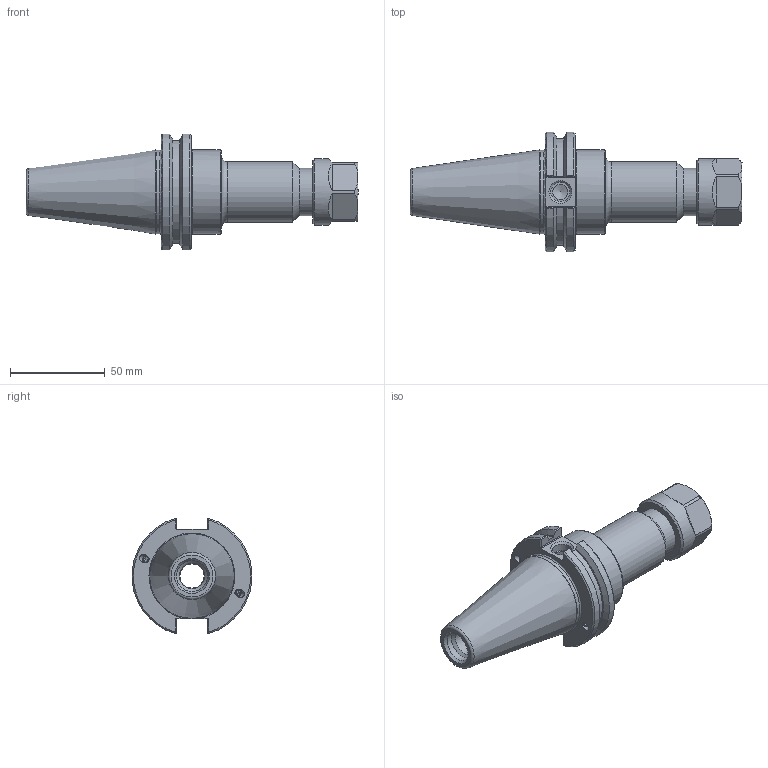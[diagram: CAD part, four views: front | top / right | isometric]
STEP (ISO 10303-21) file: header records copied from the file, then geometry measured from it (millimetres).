
FILE_DESCRIPTION((''),'2;1');
FILE_NAME('C40BC-20ERC422.iam.stp','2014-06-23T10:31:52',(''),(''),'Autodesk Inventor 2012','Autodesk Inventor 2012','');
FILE_SCHEMA(('AUTOMOTIVE_DESIGN { 1 0 10303 214 1 1 1 1 }'));
Length unit declared in the file: inch
Products named in the file (5): C40BC-20ERC422; C40BCB-20ER4-1; 029-965; 20ERHCN
Assembly tree (7 placements, depth 3):
  C40BC-20ERC422
    C40BCB-20ER4-1
      C40BCB-20ER4-1
      029-965  x4
    20ERHCN
Bounding box: 175.45 x 63.26 x 61.05 mm (x, y, z)
Volume: 164128.6 mm3; surface area: 37114.5 mm2
Topology: 6 solids, 6 shells, 206 faces, 492 edges, 317 vertices
Faces by surface type: plane 94, cylinder 55, cone 42, torus 11, sphere 4
Full cylindrical faces by diameter (mm): 3.3 x4, 4 x8, 4.1 x4, 4.2 x4, 8.001 x1, 10.135 x1, 12.751 x1, 13.36 x1, 13.386 x1, 14.478 x1, 15.76 x1, 16.459 x1, 20.83 x1, 23.5 x1, 25 x1, 26 x1, 31.75 x1, 35 x1, 43.942 x1, 44.45 x1
Entity records: 4758 total; most frequent: CARTESIAN_POINT 1048, DIRECTION 740, ORIENTED_EDGE 654, EDGE_CURVE 327, AXIS2_PLACEMENT_3D 307, VERTEX_POINT 237, EDGE_LOOP 232, FACE_OUTER_BOUND 158
